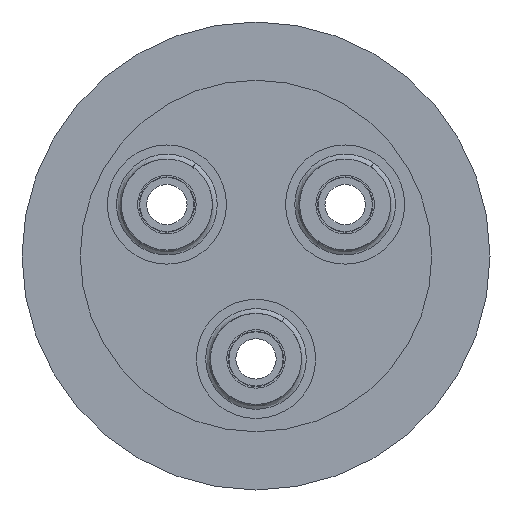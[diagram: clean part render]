
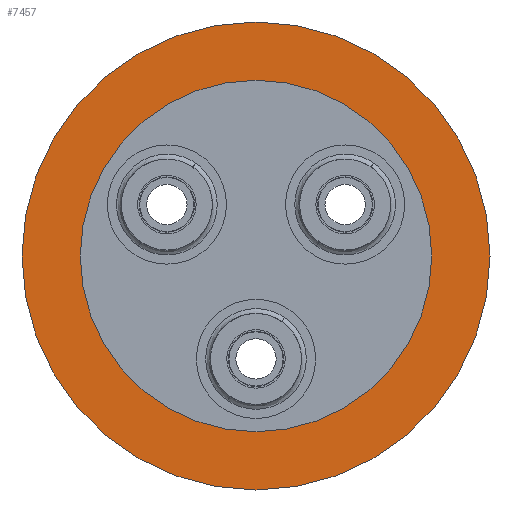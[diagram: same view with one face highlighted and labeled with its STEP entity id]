
A CAD part, front view. The second image highlights one B-rep face of the part: STEP entity #7457.
In plain terms, the highlighted planar face has unit normal (0, -1, 0).
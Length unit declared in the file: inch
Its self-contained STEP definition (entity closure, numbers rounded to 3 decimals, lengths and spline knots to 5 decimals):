
#35 = CARTESIAN_POINT ( 'NONE',  ( 0., 0., -0.811 ) ) ;
#38 = PLANE ( 'NONE',  #3698 ) ;
#40 = DIRECTION ( 'NONE',  ( 0., 1., 0. ) ) ;
#41 = DIRECTION ( 'NONE',  ( 0., 0., -1. ) ) ;
#598 = EDGE_CURVE ( 'NONE', #1748, #1747, #4209, .T. ) ;
#638 = EDGE_CURVE ( 'NONE', #1747, #1748, #2431, .T. ) ;
#647 = EDGE_CURVE ( 'NONE', #1750, #1752, #2410, .T. ) ;
#651 = EDGE_CURVE ( 'NONE', #1752, #1750, #2404, .T. ) ;
#704 = DIRECTION ( 'NONE',  ( 0., 0., 1. ) ) ;
#705 = DIRECTION ( 'NONE',  ( 0., -1., 0. ) ) ;
#706 = CARTESIAN_POINT ( 'NONE',  ( 0., 0., 0. ) ) ;
#809 = DIRECTION ( 'NONE',  ( 0., 0., 1. ) ) ;
#810 = CARTESIAN_POINT ( 'NONE',  ( 0., 0., 0. ) ) ;
#811 = DIRECTION ( 'NONE',  ( 0., -1., 0. ) ) ;
#990 = ORIENTED_EDGE ( 'NONE', *, *, #651, .F. ) ;
#992 = ORIENTED_EDGE ( 'NONE', *, *, #647, .F. ) ;
#993 = ORIENTED_EDGE ( 'NONE', *, *, #598, .T. ) ;
#994 = ORIENTED_EDGE ( 'NONE', *, *, #638, .T. ) ;
#1747 = VERTEX_POINT ( 'NONE', #4111 ) ;
#1748 = VERTEX_POINT ( 'NONE', #4117 ) ;
#1750 = VERTEX_POINT ( 'NONE', #4106 ) ;
#1752 = VERTEX_POINT ( 'NONE', #4109 ) ;
#2404 = CIRCLE ( 'NONE', #6463, 0.811 ) ;
#2410 = CIRCLE ( 'NONE', #6465, 0.811 ) ;
#2431 = CIRCLE ( 'NONE', #6470, 1.08 ) ;
#3466 = DIRECTION ( 'NONE',  ( 0., 0., 1. ) ) ;
#3470 = DIRECTION ( 'NONE',  ( 0., -1., 0. ) ) ;
#3471 = CARTESIAN_POINT ( 'NONE',  ( 0., 0., 0. ) ) ;
#3485 = DIRECTION ( 'NONE',  ( 0., 0., 1. ) ) ;
#3489 = DIRECTION ( 'NONE',  ( 0., -1., 0. ) ) ;
#3490 = CARTESIAN_POINT ( 'NONE',  ( 0., 0., 0. ) ) ;
#3698 = AXIS2_PLACEMENT_3D ( 'NONE', #35, #40, #41 ) ;
#4106 = CARTESIAN_POINT ( 'NONE',  ( 0., 0., -0.811 ) ) ;
#4109 = CARTESIAN_POINT ( 'NONE',  ( 0., 0., 0.811 ) ) ;
#4111 = CARTESIAN_POINT ( 'NONE',  ( 0., 0., -1.08 ) ) ;
#4117 = CARTESIAN_POINT ( 'NONE',  ( 0., 0., 1.08 ) ) ;
#4209 = CIRCLE ( 'NONE', #6494, 1.08 ) ;
#4708 = EDGE_LOOP ( 'NONE', ( #990, #992 ) ) ;
#4715 = EDGE_LOOP ( 'NONE', ( #993, #994 ) ) ;
#6463 = AXIS2_PLACEMENT_3D ( 'NONE', #3471, #3470, #3466 ) ;
#6465 = AXIS2_PLACEMENT_3D ( 'NONE', #3490, #3489, #3485 ) ;
#6470 = AXIS2_PLACEMENT_3D ( 'NONE', #706, #705, #704 ) ;
#6494 = AXIS2_PLACEMENT_3D ( 'NONE', #810, #811, #809 ) ;
#7432 = FACE_OUTER_BOUND ( 'NONE', #4715, .T. ) ;
#7441 = FACE_BOUND ( 'NONE', #4708, .T. ) ;
#7457 = ADVANCED_FACE ( 'NONE', ( #7441, #7432 ), #38, .F. ) ;
